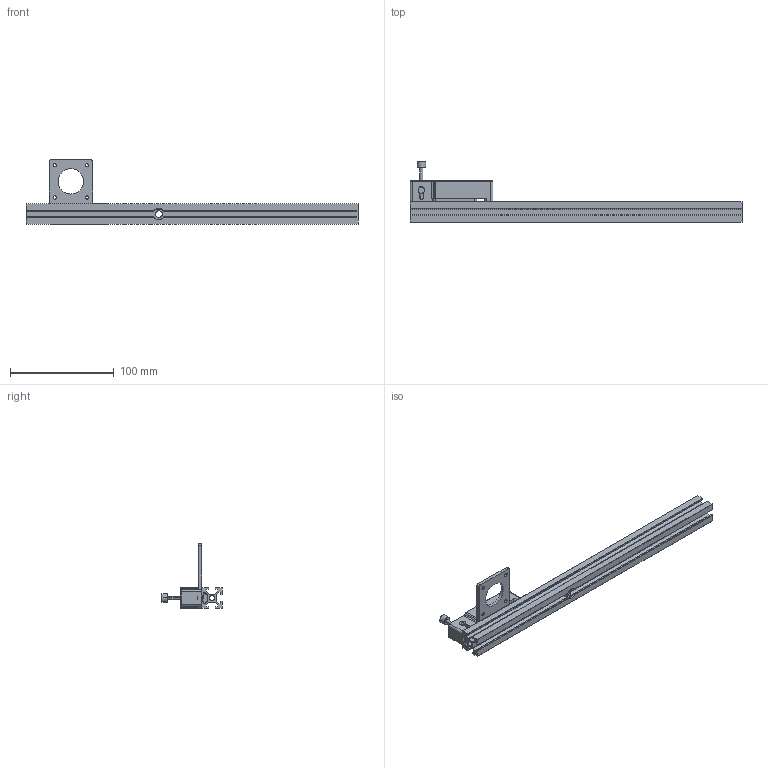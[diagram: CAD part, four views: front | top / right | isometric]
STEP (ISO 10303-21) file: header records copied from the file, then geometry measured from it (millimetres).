
FILE_DESCRIPTION (( 'STEP AP203' ), '1' );
FILE_NAME ('肮祭湍覃誹ん.STEP', '2023-09-07T07:14:23', ( 'Leo' ), ( '' ), 'SwSTEP 2.0', 'SolidWorks 2018', '' );
FILE_SCHEMA (( 'CONFIG_CONTROL_DESIGN' ));
Length unit declared in the file: millimetre
Products named in the file (12): 肮祭湍覃誹ん_1; 42步进电机支架_铝合金; 麥芛蹟隊M3℅10; 勤坶蹟佪3℅16; 肮祭湍覃誹ん; 同步带调节器_2_需加支撑; 囀鞠褒す埴芛蹟隊M5℅8; 源倛蹟譫M3; 肮祭湍覃誹ん_3; 忒禳蹟隊M3℅20; 铝型材2020_X方向_中间沉孔; T倰蹟譫_韁梓20倰M3
Assembly tree (14 placements, depth 2):
  肮祭湍覃誹ん
    肮祭湍覃誹ん_1
    同步带调节器_2_需加支撑
    肮祭湍覃誹ん_3
    T倰蹟譫_韁梓20倰M3  x2
    忒禳蹟隊M3℅20
    麥芛蹟隊M3℅10  x2
    勤坶蹟佪3℅16
    源倛蹟譫M3
    铝型材2020_X方向_中间沉孔
    42步进电机支架_铝合金
    囀鞠褒す埴芛蹟隊M5℅8  x2
Bounding box: 320 x 58.56 x 62.5 mm (x, y, z)
Volume: 78602.2 mm3; surface area: 71415.8 mm2
Topology: 14 solids, 14 shells, 573 faces, 1424 edges, 883 vertices
Faces by surface type: plane 258, cylinder 186, cone 95, torus 28, bspline 4, sphere 2
Entity records: 16579 total; most frequent: CARTESIAN_POINT 2972, DIRECTION 2653, ORIENTED_EDGE 2516, EDGE_CURVE 1258, AXIS2_PLACEMENT_3D 940, VERTEX_POINT 779, LINE 773, VECTOR 773
